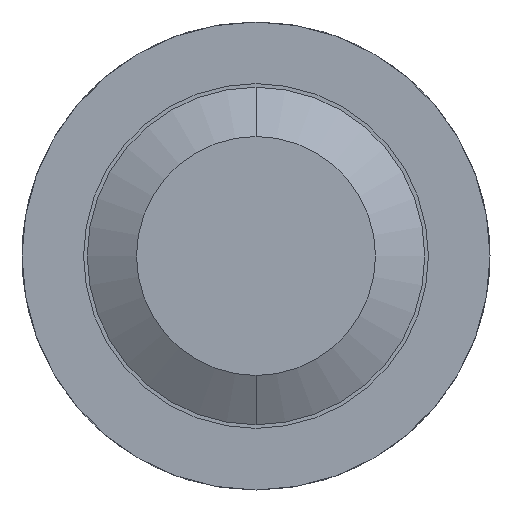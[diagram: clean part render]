
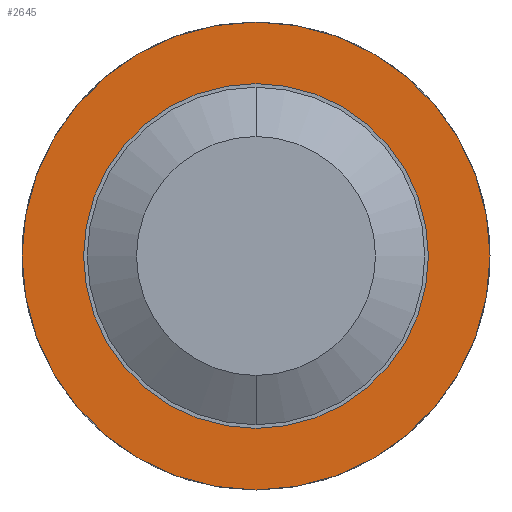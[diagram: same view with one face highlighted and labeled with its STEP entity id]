
A CAD part, front view. The second image highlights one B-rep face of the part: STEP entity #2645.
In plain terms, the highlighted planar face has unit normal (0, -1, 0).
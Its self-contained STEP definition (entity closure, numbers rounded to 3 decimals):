
#39 = VERTEX_POINT ( 'NONE', #1566 ) ;
#59 = CARTESIAN_POINT ( 'NONE',  ( 0.95, -2.5, 0. ) ) ;
#172 = ORIENTED_EDGE ( 'NONE', *, *, #1272, .F. ) ;
#248 = DIRECTION ( 'NONE',  ( 0., 0., 1. ) ) ;
#295 = CIRCLE ( 'NONE', #2401, 0.95 ) ;
#347 = CARTESIAN_POINT ( 'NONE',  ( 0., -2.5, 0. ) ) ;
#350 = FACE_OUTER_BOUND ( 'NONE', #593, .T. ) ;
#390 = DIRECTION ( 'NONE',  ( 0., 1., 0. ) ) ;
#542 = CIRCLE ( 'NONE', #2283, 0.685 ) ;
#593 = EDGE_LOOP ( 'NONE', ( #172, #2805 ) ) ;
#634 = PLANE ( 'NONE',  #1685 ) ;
#674 = CARTESIAN_POINT ( 'NONE',  ( 0., -2.5, 0. ) ) ;
#844 = AXIS2_PLACEMENT_3D ( 'NONE', #3229, #1506, #2348 ) ;
#1109 = CARTESIAN_POINT ( 'NONE',  ( 0., -2.5, 0. ) ) ;
#1272 = EDGE_CURVE ( 'Defeature ausgef�hrt2_15+Defeature ausgef�hrt2_16+Defeature ausgef�hrt2_16+Defeature ausgef�hrt2_16', #1795, #39, #295, .T. ) ;
#1472 = EDGE_CURVE ( 'Defeature ausgef�hrt2_15+Defeature ausgef�hrt2_16+Defeature ausgef�hrt2_16+Defeature ausgef�hrt2_16', #39, #1795, #1920, .T. ) ;
#1506 = DIRECTION ( 'NONE',  ( 0., 1., 0. ) ) ;
#1520 = FACE_BOUND ( 'NONE', #3434, .T. ) ;
#1566 = CARTESIAN_POINT ( 'NONE',  ( 0., -2.5, -0.95 ) ) ;
#1592 = EDGE_CURVE ( 'Defeature ausgef�hrt2_16+Defeature ausgef�hrt2_10+Defeature ausgef�hrt2_10+Defeature ausgef�hrt2_10', #1804, #3092, #542, .T. ) ;
#1597 = ORIENTED_EDGE ( 'NONE', *, *, #1592, .T. ) ;
#1624 = AXIS2_PLACEMENT_3D ( 'NONE', #347, #2920, #1734 ) ;
#1655 = DIRECTION ( 'NONE',  ( 0., 0., 1. ) ) ;
#1685 = AXIS2_PLACEMENT_3D ( 'NONE', #59, #3112, #248 ) ;
#1691 = DIRECTION ( 'NONE',  ( 0., 1., 0. ) ) ;
#1734 = DIRECTION ( 'NONE',  ( 0., 0., 1. ) ) ;
#1795 = VERTEX_POINT ( 'NONE', #1927 ) ;
#1804 = VERTEX_POINT ( 'NONE', #3141 ) ;
#1920 = CIRCLE ( 'NONE', #844, 0.95 ) ;
#1927 = CARTESIAN_POINT ( 'NONE',  ( 0., -2.5, 0.95 ) ) ;
#2171 = CARTESIAN_POINT ( 'NONE',  ( 0., -2.5, -0.685 ) ) ;
#2283 = AXIS2_PLACEMENT_3D ( 'NONE', #674, #390, #2680 ) ;
#2348 = DIRECTION ( 'NONE',  ( 0., 0., 1. ) ) ;
#2401 = AXIS2_PLACEMENT_3D ( 'NONE', #1109, #1691, #1655 ) ;
#2645 = ADVANCED_FACE ( 'Defeature ausgef�hrt2_16', ( #350, #1520 ), #634, .F. ) ;
#2680 = DIRECTION ( 'NONE',  ( 0., 0., 1. ) ) ;
#2805 = ORIENTED_EDGE ( 'NONE', *, *, #1472, .F. ) ;
#2920 = DIRECTION ( 'NONE',  ( 0., 1., 0. ) ) ;
#2951 = EDGE_CURVE ( 'Defeature ausgef�hrt2_16+Defeature ausgef�hrt2_10+Defeature ausgef�hrt2_10+Defeature ausgef�hrt2_10', #3092, #1804, #3000, .T. ) ;
#3000 = CIRCLE ( 'NONE', #1624, 0.685 ) ;
#3092 = VERTEX_POINT ( 'NONE', #2171 ) ;
#3112 = DIRECTION ( 'NONE',  ( 0., 1., 0. ) ) ;
#3141 = CARTESIAN_POINT ( 'NONE',  ( 0., -2.5, 0.685 ) ) ;
#3229 = CARTESIAN_POINT ( 'NONE',  ( 0., -2.5, 0. ) ) ;
#3236 = ORIENTED_EDGE ( 'NONE', *, *, #2951, .T. ) ;
#3434 = EDGE_LOOP ( 'NONE', ( #1597, #3236 ) ) ;
